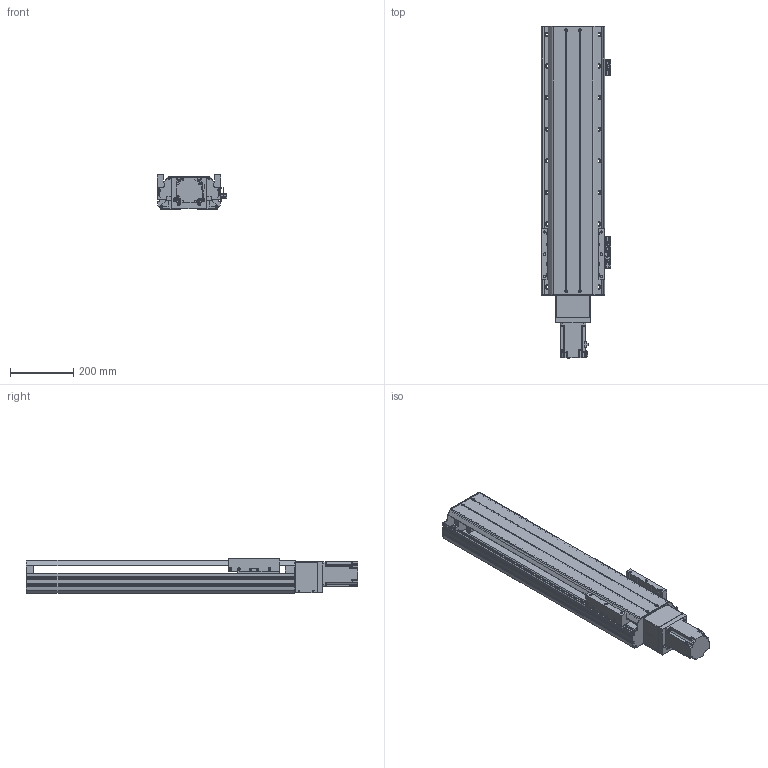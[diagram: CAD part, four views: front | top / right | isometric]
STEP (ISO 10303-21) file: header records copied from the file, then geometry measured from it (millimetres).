
FILE_DESCRIPTION(/* description */ ('MANUFACTURE'),/* implementation_level */ '2;1');
FILE_NAME(/* name */ 'HR200-S70-N-0600-R10.stp',/* time_stamp */ '2025-01-18T10:17:33+09:00',/* author */ ('user'),/* organization */ (''),/* preprocessor_version */ 'ST-DEVELOPER v18.1',/* originating_system */ 'Autodesk Inventor 2022',/* authorisation */ 'LIP');
FILE_SCHEMA (('AUTOMOTIVE_DESIGN { 1 0 10303 214 3 1 1 }'));
Length unit declared in the file: millimetre
Products named in the file (16): HR200-S70-W0500-R10; HR200 S BASE-개선; HR180 FRONT BLOCK; HR180 FRONT BLOCK_1; HR200 FRONT COVER; HR120 STOPPER; HR200 SENSOR DOG; HR200 S UPCOVER; HR200 FRONT COVER_1; HR200 TABLE (W,N); COUPLING COVER 400W-R1; hg-kr73_; HG200 S MOTOR PLATE-M; HG200 S MOTOR PLATE-B; SENSOR BRK(EE-SX674A); EE_SX674A
Assembly tree (20 placements, depth 2):
  HR200-S70-W0500-R10
    HR200 S BASE-개선
    HR180 FRONT BLOCK
    HR180 FRONT BLOCK_1
    HR200 FRONT COVER
    HR120 STOPPER  x2
    HR200 SENSOR DOG
    SENSOR BRK(EE-SX674A)  x3
    EE_SX674A  x3
    HR200 S UPCOVER
    HR200 FRONT COVER_1
    HR200 TABLE (W,N)
    COUPLING COVER 400W-R1
    hg-kr73_
    HG200 S MOTOR PLATE-M
    HG200 S MOTOR PLATE-B
Bounding box: 219 x 1052 x 109 mm (x, y, z)
Volume: 6370604.9 mm3; surface area: 1615736.6 mm2
Topology: 20 solids, 20 shells, 1498 faces, 4183 edges, 2745 vertices
Faces by surface type: plane 721, cylinder 665, cone 112
Full cylindrical faces by diameter (mm): 2.459 x26, 3 x4, 3.242 x18, 3.5 x6, 4 x6, 4.134 x8, 4.5 x18, 4.917 x30, 5 x26, 5.5 x4, 5.9 x4, 6 x4, 6.6 x32, 6.647 x28, 7 x4, 7.6 x4, 8 x4, 9 x30, 11 x32, 14 x18, 19 x1, 25 x1, 27 x1, 32 x1, 38 x1, 42 x2, 44.5 x1, 60 x1, 70 x2
Entity records: 46044 total; most frequent: CARTESIAN_POINT 9591, DIRECTION 7433, ORIENTED_EDGE 7274, EDGE_CURVE 3637, AXIS2_PLACEMENT_3D 2629, VERTEX_POINT 2441, LINE 2175, VECTOR 2175
